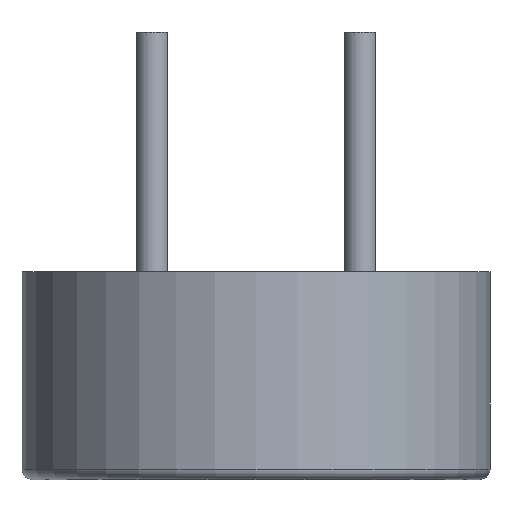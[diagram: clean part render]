
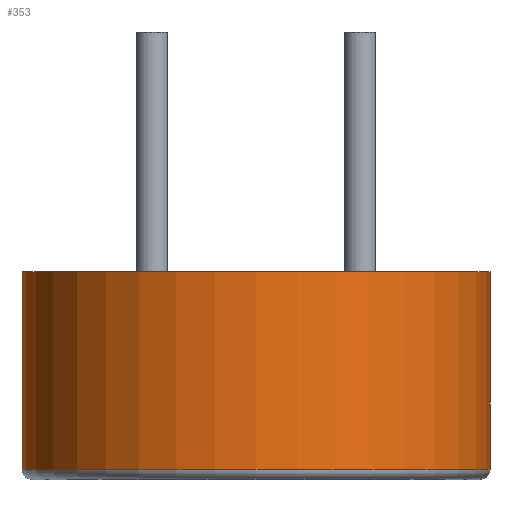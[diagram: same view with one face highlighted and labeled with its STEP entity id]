
A CAD part, front view. The second image highlights one B-rep face of the part: STEP entity #353.
In plain terms, the highlighted cylindrical face has radius 4.5 mm (diameter 9 mm), a full revolution.
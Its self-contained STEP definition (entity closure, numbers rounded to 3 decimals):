
#353=ADVANCED_FACE('',(#408,#409),#391,.T.);
#391=CYLINDRICAL_SURFACE('',#773,4.5);
#408=FACE_BOUND('',#449,.T.);
#409=FACE_BOUND('',#450,.T.);
#449=EDGE_LOOP('',(#509));
#450=EDGE_LOOP('',(#510));
#509=ORIENTED_EDGE('',*,*,#678,.T.);
#510=ORIENTED_EDGE('',*,*,#679,.T.);
#631=VERTEX_POINT('',#1018);
#632=VERTEX_POINT('',#1020);
#678=EDGE_CURVE('',#631,#631,#739,.T.);
#679=EDGE_CURVE('',#632,#632,#740,.T.);
#739=CIRCLE('',#771,4.5);
#740=CIRCLE('',#772,4.5);
#771=AXIS2_PLACEMENT_3D('',#1017,#846,#847);
#772=AXIS2_PLACEMENT_3D('',#1019,#848,#849);
#773=AXIS2_PLACEMENT_3D('',#1021,#850,#851);
#846=DIRECTION('',(0.,0.,1.));
#847=DIRECTION('',(-1.,0.,0.));
#848=DIRECTION('',(0.,0.,-1.));
#849=DIRECTION('',(1.,0.,0.));
#850=DIRECTION('',(0.,0.,-1.));
#851=DIRECTION('',(-1.,0.,0.));
#1017=CARTESIAN_POINT('',(0.,0.,0.2));
#1018=CARTESIAN_POINT('',(-4.5,0.,0.2));
#1019=CARTESIAN_POINT('',(0.,0.,4.));
#1020=CARTESIAN_POINT('',(4.5,0.,4.));
#1021=CARTESIAN_POINT('',(0.,0.,4.));
